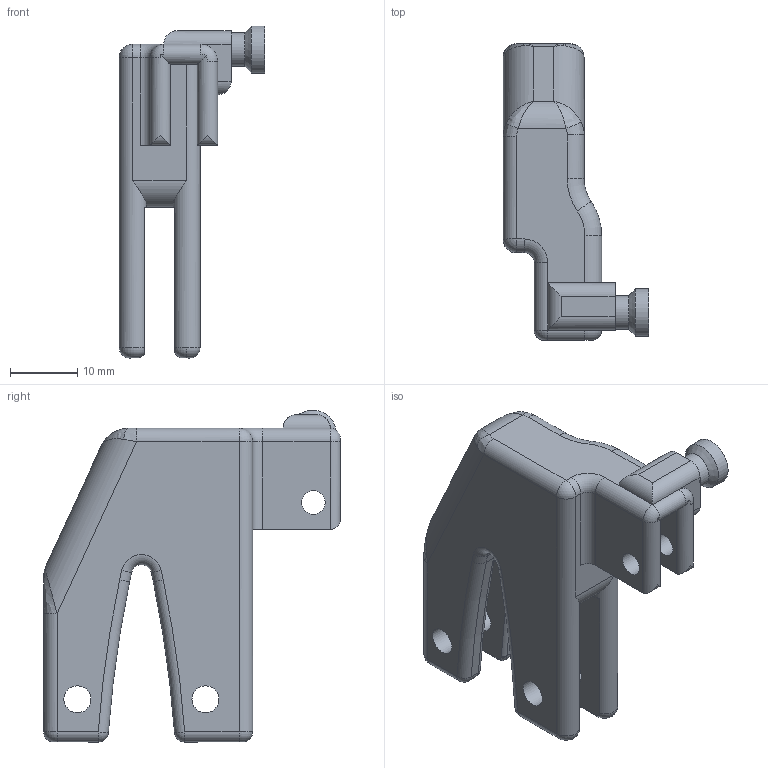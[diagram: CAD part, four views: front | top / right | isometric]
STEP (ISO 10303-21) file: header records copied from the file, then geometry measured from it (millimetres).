
FILE_DESCRIPTION(/* description */ ('STEP AP242','CAx-IF Rec.Pracs.---Representation and Presentation of Product Manufacturing Information (PMI)---4.0---2014-10-13','CAx-IF Rec.Pracs.---3D Tessellated Geometry---0.4---2014-09-14','2;1'),/* implementation_level */ '2;1');
FILE_NAME(/* name */ '658ee9be213a1834573a1158',/* time_stamp */ '2023-12-29T15:46:07Z',/* author */ (''),/* organization */ (''),/* preprocessor_version */ 'ST-DEVELOPER v19.4',/* originating_system */ ' ',/* authorisation */ ' ');
FILE_SCHEMA (('AP242_MANAGED_MODEL_BASED_3D_ENGINEERING_MIM_LF { 1 0 10303 442 1 1 4 }'));
Length unit declared in the file: metre
Products named in the file (1): ön parça yeni dizyn v7
Bounding box: 21.6 x 44 x 49.23 mm (x, y, z)
Volume: 12725.8 mm3; surface area: 6152.8 mm2
Topology: 1 solids, 1 shells, 141 faces, 349 edges, 203 vertices
Faces by surface type: cylinder 63, plane 32, torus 22, bspline 18, sphere 5, cone 1
Full cylindrical faces by diameter (mm): 3.5 x2, 4 x4, 5 x1, 7 x1
Entity records: 4721 total; most frequent: CARTESIAN_POINT 1515, ORIENTED_EDGE 664, DIRECTION 651, EDGE_CURVE 332, AXIS2_PLACEMENT_3D 261, VERTEX_POINT 203, EDGE_LOOP 163, FACE_BOUND 163
